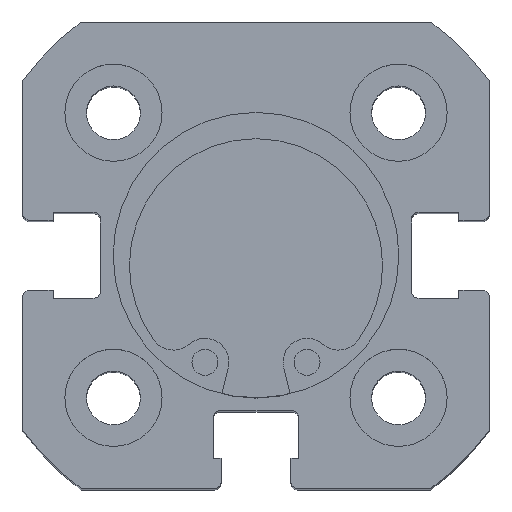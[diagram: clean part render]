
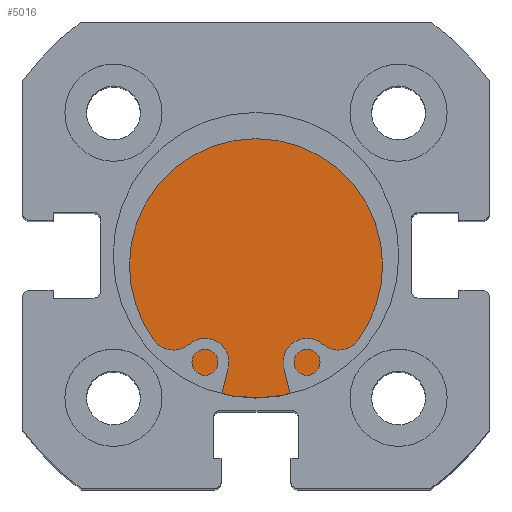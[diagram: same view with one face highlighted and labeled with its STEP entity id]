
A CAD part, top view. The second image highlights one B-rep face of the part: STEP entity #5016.
In plain terms, the highlighted face is planar.
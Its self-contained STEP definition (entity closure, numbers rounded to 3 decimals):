
#245 = CIRCLE ( 'NONE', #2138, 11. ) ;
#352 = EDGE_CURVE ( 'NONE', #1766, #1765, #5094, .T. ) ;
#368 = EDGE_CURVE ( 'NONE', #1765, #1766, #245, .T. ) ;
#1465 = CARTESIAN_POINT ( 'NONE',  ( 6., 11., 0. ) ) ;
#1466 = PLANE ( 'NONE',  #2501 ) ;
#1468 = DIRECTION ( 'NONE',  ( -1., 0., 0. ) ) ;
#1469 = DIRECTION ( 'NONE',  ( 0., 0., 1. ) ) ;
#1765 = VERTEX_POINT ( 'NONE', #3668 ) ;
#1766 = VERTEX_POINT ( 'NONE', #3669 ) ;
#2128 = AXIS2_PLACEMENT_3D ( 'NONE', #2697, #2699, #2700 ) ;
#2138 = AXIS2_PLACEMENT_3D ( 'NONE', #2740, #2742, #2743 ) ;
#2501 = AXIS2_PLACEMENT_3D ( 'NONE', #1465, #1468, #1469 ) ;
#2697 = CARTESIAN_POINT ( 'NONE',  ( 6., 0., 0. ) ) ;
#2699 = DIRECTION ( 'NONE',  ( -1., 0., 0. ) ) ;
#2700 = DIRECTION ( 'NONE',  ( 0., 0., 1. ) ) ;
#2740 = CARTESIAN_POINT ( 'NONE',  ( 6., 0., 0. ) ) ;
#2742 = DIRECTION ( 'NONE',  ( -1., 0., 0. ) ) ;
#2743 = DIRECTION ( 'NONE',  ( 0., 0., 1. ) ) ;
#3668 = CARTESIAN_POINT ( 'NONE',  ( 6., 0., -11. ) ) ;
#3669 = CARTESIAN_POINT ( 'NONE',  ( 6., 0., 11. ) ) ;
#4713 = FACE_OUTER_BOUND ( 'NONE', #5707, .T. ) ;
#5016 = ADVANCED_FACE ( 'NONE', ( #4713 ), #1466, .F. ) ;
#5094 = CIRCLE ( 'NONE', #2128, 11. ) ;
#5230 = ORIENTED_EDGE ( 'NONE', *, *, #368, .F. ) ;
#5231 = ORIENTED_EDGE ( 'NONE', *, *, #352, .F. ) ;
#5707 = EDGE_LOOP ( 'NONE', ( #5231, #5230 ) ) ;
